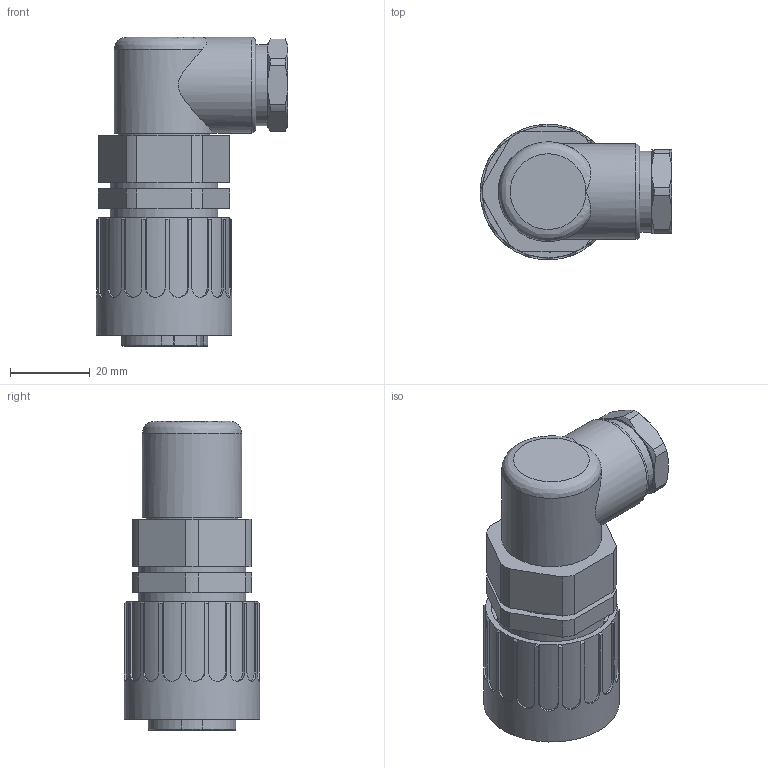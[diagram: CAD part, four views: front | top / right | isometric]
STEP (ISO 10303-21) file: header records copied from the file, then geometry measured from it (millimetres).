
FILE_DESCRIPTION(/* description */ (''),/* implementation_level */ '2;1');
FILE_NAME(/* name */ 'c016 10f017 003 1nxc001-01.stp',/* time_stamp */ '2019-07-08T08:44:52+02:00',/* author */ (''),/* organization */ (''),/* preprocessor_version */ 'ST-DEVELOPER v16.7',/* originating_system */ 'SIEMENS PLM Software NX 12.0',/* authorisation */ '');
FILE_SCHEMA (('AUTOMOTIVE_DESIGN { 1 0 10303 214 3 1 1 1 }'));
Length unit declared in the file: millimetre
Products named in the file (1): c016 10f017 003 1nxc001-01
Bounding box: 48 x 34 x 77.6 mm (x, y, z)
Volume: 113.6 mm3; surface area: 21384.6 mm2
Topology: 2 solids, 3 shells, 500 faces, 1325 edges, 866 vertices
Faces by surface type: plane 266, cylinder 162, cone 54, bspline 15, torus 2, extrusion 1
Full cylindrical faces by diameter (mm): 13.5 x1, 18 x1, 20.4 x1, 22 x1, 23 x1, 24 x1, 25 x1, 27 x2, 30.2 x1, 34 x1
Entity records: 16354 total; most frequent: CARTESIAN_POINT 4180, ORIENTED_EDGE 2600, DIRECTION 2417, EDGE_CURVE 1300, VERTEX_POINT 857, AXIS2_PLACEMENT_3D 849, VECTOR 719, LINE 718
